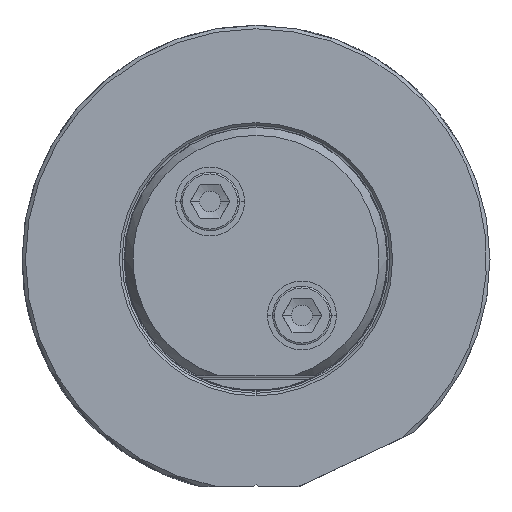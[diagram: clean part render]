
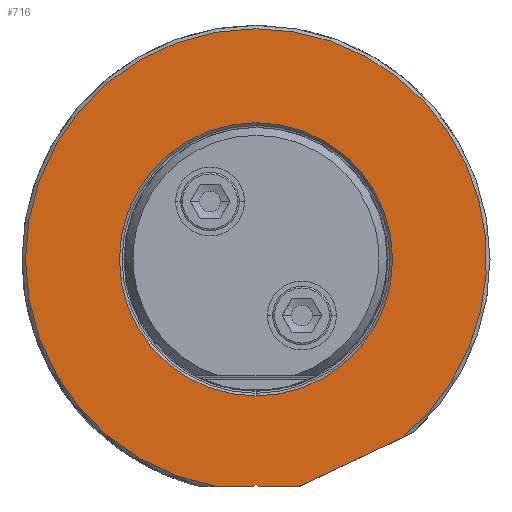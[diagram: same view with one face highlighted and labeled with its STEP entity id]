
A CAD part, top view. The second image highlights one B-rep face of the part: STEP entity #716.
In plain terms, the highlighted planar face has unit normal (0, 0, 1).
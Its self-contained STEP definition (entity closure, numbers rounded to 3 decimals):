
#232=PLANE('',#6225);
#716=ADVANCED_FACE('',(#1018,#1019),#232,.T.);
#1018=FACE_BOUND('',#1190,.T.);
#1019=FACE_BOUND('',#1191,.T.);
#1190=EDGE_LOOP('',(#3456,#3457,#3458,#3459,#3460,#3461,#3462,#3463));
#1191=EDGE_LOOP('',(#3464,#3465));
#1485=CIRCLE('',#6219,33.5);
#1486=CIRCLE('',#6220,33.5);
#1487=CIRCLE('',#6222,33.5);
#1488=CIRCLE('',#6223,19.85);
#1489=CIRCLE('',#6224,19.85);
#1800=LINE('',#12343,#2123);
#1802=LINE('',#12361,#2125);
#1804=LINE('',#12365,#2127);
#1806=LINE('',#12369,#2129);
#1808=LINE('',#12373,#2131);
#2123=VECTOR('',#7231,1.);
#2125=VECTOR('',#7235,1.);
#2127=VECTOR('',#7239,1.);
#2129=VECTOR('',#7243,1.);
#2131=VECTOR('',#7247,1.);
#3456=ORIENTED_EDGE('',*,*,#5371,.T.);
#3457=ORIENTED_EDGE('',*,*,#5300,.T.);
#3458=ORIENTED_EDGE('',*,*,#5370,.T.);
#3459=ORIENTED_EDGE('',*,*,#5369,.T.);
#3460=ORIENTED_EDGE('',*,*,#5310,.F.);
#3461=ORIENTED_EDGE('',*,*,#5308,.T.);
#3462=ORIENTED_EDGE('',*,*,#5306,.T.);
#3463=ORIENTED_EDGE('',*,*,#5304,.F.);
#3464=ORIENTED_EDGE('',*,*,#5372,.T.);
#3465=ORIENTED_EDGE('',*,*,#5373,.T.);
#4603=VERTEX_POINT('',#12342);
#4604=VERTEX_POINT('',#12344);
#4606=VERTEX_POINT('',#12360);
#4607=VERTEX_POINT('',#12362);
#4608=VERTEX_POINT('',#12366);
#4609=VERTEX_POINT('',#12370);
#4610=VERTEX_POINT('',#12374);
#4642=VERTEX_POINT('',#14314);
#4643=VERTEX_POINT('',#14319);
#4644=VERTEX_POINT('',#14320);
#5300=EDGE_CURVE('',#4604,#4603,#1800,.T.);
#5304=EDGE_CURVE('',#4606,#4607,#1802,.T.);
#5306=EDGE_CURVE('',#4608,#4607,#1804,.T.);
#5308=EDGE_CURVE('',#4609,#4608,#1806,.T.);
#5310=EDGE_CURVE('',#4609,#4610,#1808,.T.);
#5369=EDGE_CURVE('',#4642,#4610,#1485,.T.);
#5370=EDGE_CURVE('',#4603,#4642,#1486,.T.);
#5371=EDGE_CURVE('',#4606,#4604,#1487,.T.);
#5372=EDGE_CURVE('',#4643,#4644,#1488,.T.);
#5373=EDGE_CURVE('',#4644,#4643,#1489,.T.);
#6219=AXIS2_PLACEMENT_3D('',#14313,#7327,#7328);
#6220=AXIS2_PLACEMENT_3D('',#14315,#7329,#7330);
#6222=AXIS2_PLACEMENT_3D('',#14317,#7333,#7334);
#6223=AXIS2_PLACEMENT_3D('',#14318,#7335,#7336);
#6224=AXIS2_PLACEMENT_3D('',#14321,#7337,#7338);
#6225=AXIS2_PLACEMENT_3D('',#14322,#7339,#7340);
#7231=DIRECTION('',(0.904,0.428,0.));
#7235=DIRECTION('',(-1.,0.,0.));
#7239=DIRECTION('',(0.707,-0.707,0.));
#7243=DIRECTION('',(0.707,0.707,0.));
#7247=DIRECTION('',(-1.,0.,0.));
#7327=DIRECTION('',(0.,0.,1.));
#7328=DIRECTION('',(0.,1.,0.));
#7329=DIRECTION('',(0.,0.,1.));
#7330=DIRECTION('',(0.634,-0.773,0.));
#7333=DIRECTION('',(0.,0.,1.));
#7334=DIRECTION('',(0.172,-0.985,0.));
#7335=DIRECTION('',(0.,0.,-1.));
#7336=DIRECTION('',(0.,-1.,0.));
#7337=DIRECTION('',(0.,0.,-1.));
#7338=DIRECTION('',(0.,1.,0.));
#7339=DIRECTION('',(0.,0.,1.));
#7340=DIRECTION('',(0.,-1.,0.));
#12342=CARTESIAN_POINT('',(21.249,-25.898,0.));
#12343=CARTESIAN_POINT('',(6.564,-32.851,0.));
#12344=CARTESIAN_POINT('',(6.564,-32.851,0.));
#12360=CARTESIAN_POINT('',(5.766,-33.,0.));
#12361=CARTESIAN_POINT('',(5.766,-33.,0.));
#12362=CARTESIAN_POINT('',(0.354,-33.,0.));
#12365=CARTESIAN_POINT('',(0.,-32.646,0.));
#12366=CARTESIAN_POINT('',(0.,-32.646,0.));
#12369=CARTESIAN_POINT('',(-0.354,-33.,0.));
#12370=CARTESIAN_POINT('',(-0.354,-33.,0.));
#12373=CARTESIAN_POINT('',(-0.354,-33.,0.));
#12374=CARTESIAN_POINT('',(-5.766,-33.,0.));
#14313=CARTESIAN_POINT('',(0.,0.,0.));
#14314=CARTESIAN_POINT('',(0.,33.5,0.));
#14315=CARTESIAN_POINT('',(0.,0.,0.));
#14317=CARTESIAN_POINT('',(0.,0.,0.));
#14318=CARTESIAN_POINT('',(0.,0.,0.));
#14319=CARTESIAN_POINT('',(0.,-19.85,0.));
#14320=CARTESIAN_POINT('',(0.,19.85,0.));
#14321=CARTESIAN_POINT('',(0.,0.,0.));
#14322=CARTESIAN_POINT('',(0.,0.25,0.));
